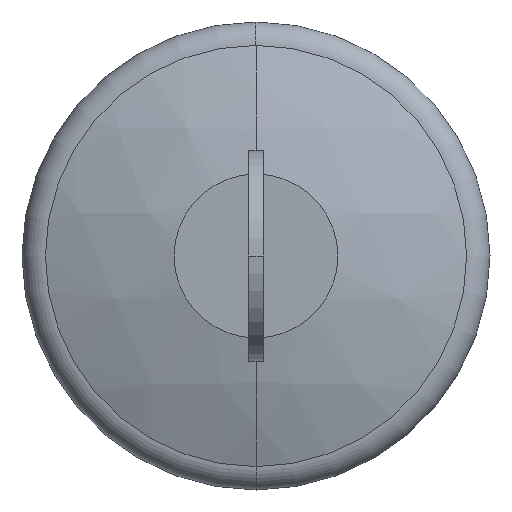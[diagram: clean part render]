
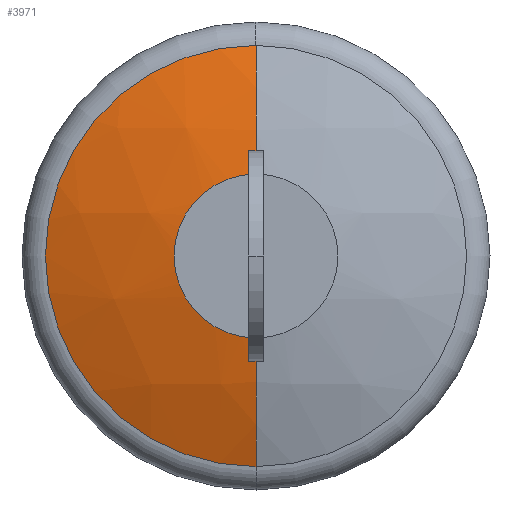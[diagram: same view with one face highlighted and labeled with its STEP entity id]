
A CAD part, left-side view. The second image highlights one B-rep face of the part: STEP entity #3971.
In plain terms, the highlighted spherical face has radius 48.49 mm.
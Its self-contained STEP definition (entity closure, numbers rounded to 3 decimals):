
#3814=CARTESIAN_POINT('POINT4351',(-37.541,
   0.,7.));
#3815=VERTEX_POINT('VERTEX4351',#3814);
#3822=CARTESIAN_POINT('POINT4352',(-37.541,
   0.,-7.));
#3823=VERTEX_POINT('VERTEX4352',#3822);
#3824=CARTESIAN_POINT('POS7442',(-37.541,
   0.,0.));
#3825=DIRECTION('DIR10551',(1.,0.,
   0.));
#3826=DIRECTION('DIR10552',(0.,0.,1.));
#3827=AXIS2_PLACEMENT_3D('AXIS3110',#3824,#3825,#3826);
#3828=CIRCLE('ELLIPSE1140',#3827,7.);
#3829=EDGE_CURVE('EDGE6597',#3823,#3815,#3828,.T.);
#3938=CARTESIAN_POINT('POINT4355',(-34.585,
   0.,18.));
#3939=VERTEX_POINT('VERTEX4355',#3938);
#3940=CARTESIAN_POINT('POS7447',(10.441,
   0.,0.));
#3941=DIRECTION('DIR10560',(0.,-1.,
   0.));
#3942=DIRECTION('DIR10561',(0.,0.,1.));
#3943=AXIS2_PLACEMENT_3D('AXIS3114',#3940,#3941,#3942);
#3944=CIRCLE('ELLIPSE1142',#3943,48.49);
#3945=EDGE_CURVE('EDGE6602',#3939,#3815,#3944,.T.);
#3946=ORIENTED_EDGE('COEDGE13199',*,*,#3945,.F.);
#3947=CARTESIAN_POINT('POINT4356',(-34.585,
   0.,-18.));
#3948=VERTEX_POINT('VERTEX4356',#3947);
#3949=CARTESIAN_POINT('POS7448',(-34.585,0.,
   0.));
#3950=DIRECTION('DIR10562',(1.,0.,0.));
#3951=DIRECTION('DIR10563',(0.,0.
   ,1.));
#3952=AXIS2_PLACEMENT_3D('AXIS3115',#3949,#3950,#3951);
#3953=CIRCLE('ELLIPSE1143',#3952,18.);
#3954=EDGE_CURVE('EDGE6603',#3948,#3939,#3953,.T.);
#3955=ORIENTED_EDGE('COEDGE13200',*,*,#3954,.F.);
#3956=CARTESIAN_POINT('POS7449',(10.441,
   0.,0.));
#3957=DIRECTION('DIR10564',(0.,-1.,
   0.));
#3958=DIRECTION('DIR10565',(0.,0.,1.));
#3959=AXIS2_PLACEMENT_3D('AXIS3116',#3956,#3957,#3958);
#3960=CIRCLE('ELLIPSE1144',#3959,48.49);
#3961=EDGE_CURVE('EDGE6604',#3823,#3948,#3960,.T.);
#3962=ORIENTED_EDGE('COEDGE13201',*,*,#3961,.F.);
#3963=ORIENTED_EDGE('COEDGE13202',*,*,#3829,.T.);
#3964=EDGE_LOOP('NONE',(#3946,#3955,#3962,#3963));
#3965=FACE_BOUND('LOOP1',#3964,.T.);
#3966=CARTESIAN_POINT('POS7450',(10.441,
   0.,0.));
#3967=DIRECTION('DIR10566',(0.,0.,1.));
#3968=DIRECTION('DIR10567',(1.,0.,0.));
#3969=AXIS2_PLACEMENT_3D('AXIS3117',#3966,#3967,#3968);
#3970=SPHERICAL_SURFACE('SPHERE_SURF14',#3969,48.49);
#3971=ADVANCED_FACE('FACE2420',(#3965),#3970,.T.);
